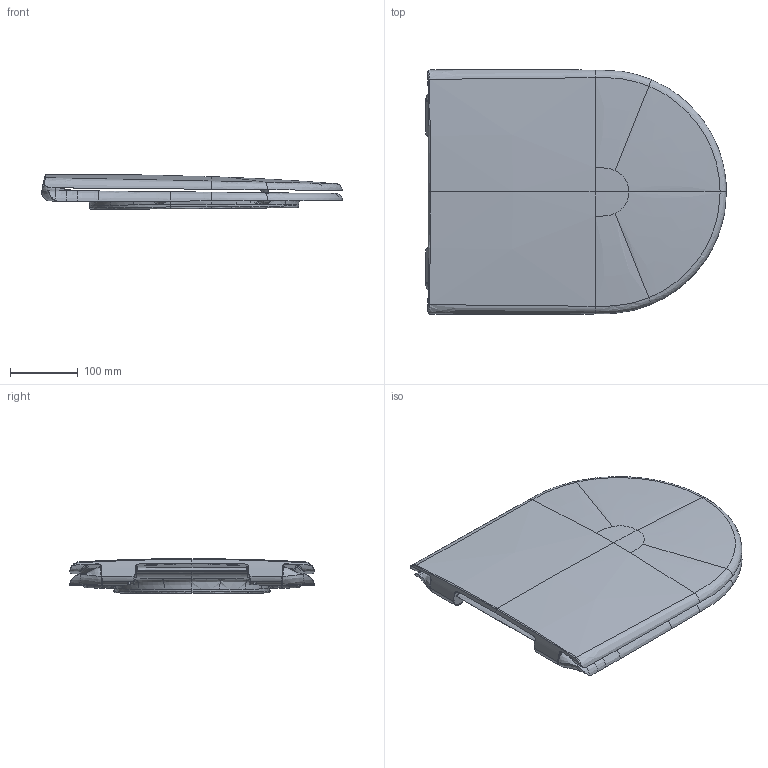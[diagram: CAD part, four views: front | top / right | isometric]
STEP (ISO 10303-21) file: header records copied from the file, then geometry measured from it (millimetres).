
FILE_DESCRIPTION(/* description */ ('Unknown'),/* implementation_level */ '2;1');
FILE_NAME(/* name */ '39577000',/* time_stamp */ '2022-09-08T04:17:28+02:00',/* author */ ('Unknown'),/* organization */ ('GROHE AG'),/* preprocessor_version */ 'ST-DEVELOPER v16.7',/* originating_system */ 'DEX',/* authorisation */ $);
FILE_SCHEMA (('AUTOMOTIVE_DESIGN {1 0 10303 214 3 1 1}'));
Products named in the file (5): 39577000; ig_TrimmedParametricSurface39; shell; shell#28; shell#38
Assembly tree (4 placements, depth 2):
  39577000
    ig_TrimmedParametricSurface39
    shell
    shell#28
    shell#38
Bounding box: 444.29 x 361.03 x 51.68 mm (x, y, z)
Surface area: 531647.6 mm2 (no closed solid volume)
Topology: 0 solids, 13 shells, 613 faces, 1843 edges, 1225 vertices
Faces by surface type: bspline 548, plane 58, cylinder 7
Entity records: 50088 total; most frequent: CARTESIAN_POINT 36889, ORIENTED_EDGE 3239, EDGE_CURVE 1842, VERTEX_POINT 1225, B_SPLINE_CURVE_WITH_KNOTS 1152, DIRECTION 650, EDGE_LOOP 632, FACE_BOUND 632
